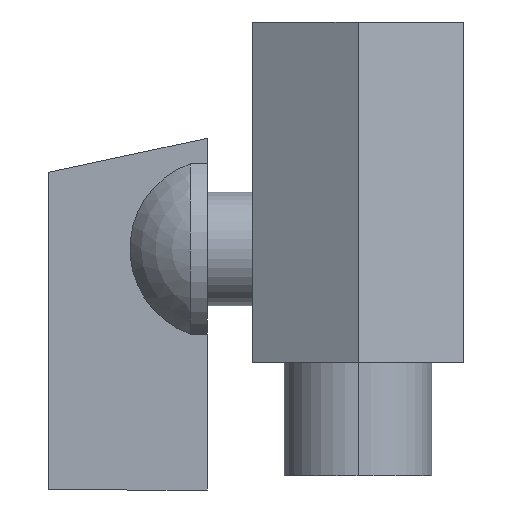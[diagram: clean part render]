
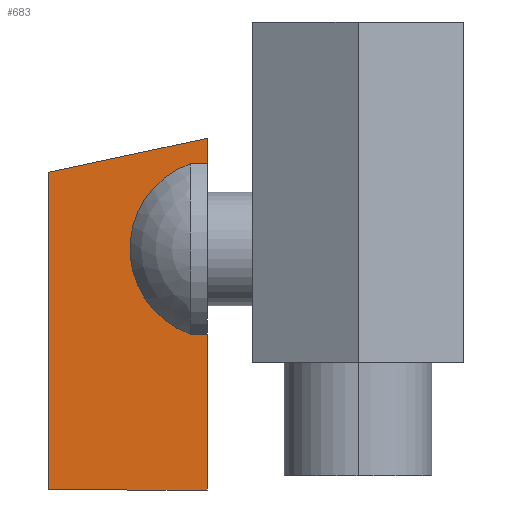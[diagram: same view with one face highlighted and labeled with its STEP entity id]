
A CAD part, left-side view. The second image highlights one B-rep face of the part: STEP entity #683.
In plain terms, the highlighted planar face has unit normal (-1, 0, 0).
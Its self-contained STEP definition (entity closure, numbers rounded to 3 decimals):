
#2 = DIRECTION ( 'NONE',  ( 1., 0., 0. ) ) ;
#3 = EDGE_CURVE ( 'NONE', #450, #1056, #322, .T. ) ;
#37 = LINE ( 'NONE', #681, #711 ) ;
#40 = CIRCLE ( 'NONE', #600, 7.955 ) ;
#48 = VERTEX_POINT ( 'NONE', #317 ) ;
#57 = ORIENTED_EDGE ( 'NONE', *, *, #954, .F. ) ;
#61 = ORIENTED_EDGE ( 'NONE', *, *, #3, .F. ) ;
#65 = LINE ( 'NONE', #567, #1031 ) ;
#69 = EDGE_CURVE ( 'NONE', #421, #630, #136, .T. ) ;
#136 = LINE ( 'NONE', #530, #336 ) ;
#138 = LINE ( 'NONE', #1230, #727 ) ;
#150 = CARTESIAN_POINT ( 'NONE',  ( -4.5, 13.3, 9.75 ) ) ;
#154 = DIRECTION ( 'NONE',  ( 0., -1., 0. ) ) ;
#160 = ORIENTED_EDGE ( 'NONE', *, *, #69, .F. ) ;
#183 = FACE_OUTER_BOUND ( 'NONE', #1224, .T. ) ;
#262 = CARTESIAN_POINT ( 'NONE',  ( -4.5, 13.3, 7.504 ) ) ;
#275 = AXIS2_PLACEMENT_3D ( 'NONE', #284, #2, #1084 ) ;
#283 = DIRECTION ( 'NONE',  ( 0., 1., 0. ) ) ;
#284 = CARTESIAN_POINT ( 'NONE',  ( -4.5, 0., 0. ) ) ;
#301 = CARTESIAN_POINT ( 'NONE',  ( -4.5, 27.3, 6.75 ) ) ;
#317 = CARTESIAN_POINT ( 'NONE',  ( -4.5, 14.8, 7.504 ) ) ;
#322 = LINE ( 'NONE', #1113, #982 ) ;
#324 = ORIENTED_EDGE ( 'NONE', *, *, #1226, .T. ) ;
#336 = VECTOR ( 'NONE', #1112, 1000. ) ;
#370 = VERTEX_POINT ( 'NONE', #490 ) ;
#386 = EDGE_CURVE ( 'NONE', #450, #370, #65, .T. ) ;
#407 = DIRECTION ( 'NONE',  ( 0., 0., -1. ) ) ;
#421 = VERTEX_POINT ( 'NONE', #781 ) ;
#450 = VERTEX_POINT ( 'NONE', #576 ) ;
#459 = CARTESIAN_POINT ( 'NONE',  ( -4.5, 12.161, 0. ) ) ;
#490 = CARTESIAN_POINT ( 'NONE',  ( -4.5, 14.8, -7.504 ) ) ;
#530 = CARTESIAN_POINT ( 'NONE',  ( -4.5, 27.3, 6.75 ) ) ;
#531 = LINE ( 'NONE', #1156, #958 ) ;
#567 = CARTESIAN_POINT ( 'NONE',  ( -4.5, 0., -7.504 ) ) ;
#569 = CARTESIAN_POINT ( 'NONE',  ( -4.5, 13.3, -21.25 ) ) ;
#576 = CARTESIAN_POINT ( 'NONE',  ( -4.5, 13.3, -7.504 ) ) ;
#584 = PLANE ( 'NONE',  #275 ) ;
#600 = AXIS2_PLACEMENT_3D ( 'NONE', #459, #1083, #953 ) ;
#630 = VERTEX_POINT ( 'NONE', #301 ) ;
#642 = ORIENTED_EDGE ( 'NONE', *, *, #386, .T. ) ;
#657 = ORIENTED_EDGE ( 'NONE', *, *, #864, .T. ) ;
#681 = CARTESIAN_POINT ( 'NONE',  ( -4.5, 13.3, -21.25 ) ) ;
#683 = ADVANCED_FACE ( 'NONE', ( #183 ), #584, .F. ) ;
#711 = VECTOR ( 'NONE', #762, 1000. ) ;
#727 = VECTOR ( 'NONE', #1122, 1000. ) ;
#737 = CARTESIAN_POINT ( 'NONE',  ( -4.5, 0., 7.504 ) ) ;
#762 = DIRECTION ( 'NONE',  ( 0., 0., -1. ) ) ;
#781 = CARTESIAN_POINT ( 'NONE',  ( -4.5, 27.3, -21.25 ) ) ;
#864 = EDGE_CURVE ( 'NONE', #48, #1221, #935, .T. ) ;
#869 = VERTEX_POINT ( 'NONE', #150 ) ;
#900 = EDGE_CURVE ( 'NONE', #1056, #421, #138, .T. ) ;
#911 = EDGE_CURVE ( 'NONE', #630, #869, #531, .T. ) ;
#935 = LINE ( 'NONE', #737, #1121 ) ;
#953 = DIRECTION ( 'NONE',  ( 0., 0., -1. ) ) ;
#954 = EDGE_CURVE ( 'NONE', #869, #1221, #37, .T. ) ;
#958 = VECTOR ( 'NONE', #1049, 1000. ) ;
#982 = VECTOR ( 'NONE', #407, 1000. ) ;
#1031 = VECTOR ( 'NONE', #283, 1000. ) ;
#1049 = DIRECTION ( 'NONE',  ( 0., -0.978, 0.21 ) ) ;
#1056 = VERTEX_POINT ( 'NONE', #569 ) ;
#1083 = DIRECTION ( 'NONE',  ( 1., 0., 0. ) ) ;
#1084 = DIRECTION ( 'NONE',  ( 0., 0., -1. ) ) ;
#1112 = DIRECTION ( 'NONE',  ( 0., 0., 1. ) ) ;
#1113 = CARTESIAN_POINT ( 'NONE',  ( -4.5, 13.3, -21.25 ) ) ;
#1121 = VECTOR ( 'NONE', #154, 1000. ) ;
#1122 = DIRECTION ( 'NONE',  ( 0., 1., 0. ) ) ;
#1156 = CARTESIAN_POINT ( 'NONE',  ( -4.5, 13.3, 9.75 ) ) ;
#1219 = ORIENTED_EDGE ( 'NONE', *, *, #911, .F. ) ;
#1221 = VERTEX_POINT ( 'NONE', #262 ) ;
#1224 = EDGE_LOOP ( 'NONE', ( #61, #642, #324, #657, #57, #1219, #160, #1232 ) ) ;
#1226 = EDGE_CURVE ( 'NONE', #370, #48, #40, .T. ) ;
#1230 = CARTESIAN_POINT ( 'NONE',  ( -4.5, 27.3, -21.25 ) ) ;
#1232 = ORIENTED_EDGE ( 'NONE', *, *, #900, .F. ) ;
